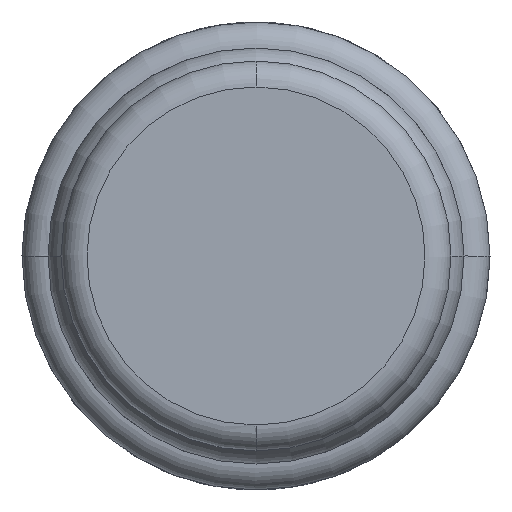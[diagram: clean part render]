
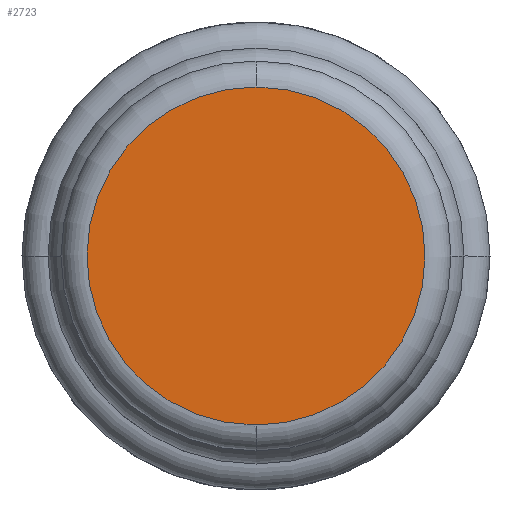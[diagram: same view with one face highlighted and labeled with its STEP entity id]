
A CAD part, front view. The second image highlights one B-rep face of the part: STEP entity #2723.
In plain terms, the highlighted planar face has unit normal (0, -1, 0).
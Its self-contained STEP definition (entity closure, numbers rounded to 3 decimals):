
#1361=CARTESIAN_POINT('',(0.,-32.5,0.));
#1362=DIRECTION('',(0.,1.,0.));
#1363=DIRECTION('',(0.,0.,1.));
#1364=AXIS2_PLACEMENT_3D('',#1361,#1362,#1363);
#1369=CARTESIAN_POINT('',(0.,-32.5,0.));
#1370=DIRECTION('',(0.,1.,0.));
#1371=DIRECTION('',(0.012,0.,1.));
#1372=AXIS2_PLACEMENT_3D('',#1369,#1370,#1371);
#1377=CARTESIAN_POINT('',(0.,-32.5,0.));
#1378=DIRECTION('',(0.,1.,0.));
#1379=DIRECTION('',(0.,0.,-1.));
#1380=AXIS2_PLACEMENT_3D('',#1377,#1378,#1379);
#1385=CARTESIAN_POINT('',(0.,-32.5,0.));
#1386=DIRECTION('',(0.,1.,0.));
#1387=DIRECTION('',(-0.012,0.,-1.));
#1388=AXIS2_PLACEMENT_3D('',#1385,#1386,#1387);
#1445=CARTESIAN_POINT('',(-0.075,-32.5,-6.5));
#1446=CARTESIAN_POINT('',(0.,-32.5,6.5));
#1447=VERTEX_POINT('',#1445);
#1448=VERTEX_POINT('',#1446);
#1449=CARTESIAN_POINT('',(0.,-32.5,-6.5));
#1450=VERTEX_POINT('',#1449);
#1451=CARTESIAN_POINT('',(0.075,-32.5,6.5));
#1452=VERTEX_POINT('',#1451);
#2710=CARTESIAN_POINT('',(0.,-32.5,0.));
#2711=DIRECTION('',(0.,-1.,0.));
#2712=DIRECTION('',(0.,0.,-1.));
#2713=AXIS2_PLACEMENT_3D('',#2710,#2711,#2712);
#2714=PLANE('',#2713);
#2716=ORIENTED_EDGE('',*,*,#2715,.T.);
#2718=ORIENTED_EDGE('',*,*,#2717,.T.);
#2719=ORIENTED_EDGE('',*,*,#2700,.T.);
#2720=ORIENTED_EDGE('',*,*,#2698,.T.);
#2721=EDGE_LOOP('',(#2716,#2718,#2719,#2720));
#2722=FACE_OUTER_BOUND('',#2721,.F.);
#2723=ADVANCED_FACE('',(#2722),#2714,.T.);
#1365=CIRCLE('',#1364,6.5);
#1373=CIRCLE('',#1372,6.5);
#1381=CIRCLE('',#1380,6.5);
#1389=CIRCLE('',#1388,6.5);
#2698=EDGE_CURVE('',#1447,#1448,#1389,.T.);
#2700=EDGE_CURVE('',#1450,#1447,#1381,.T.);
#2715=EDGE_CURVE('',#1448,#1452,#1365,.T.);
#2717=EDGE_CURVE('',#1452,#1450,#1373,.T.);
